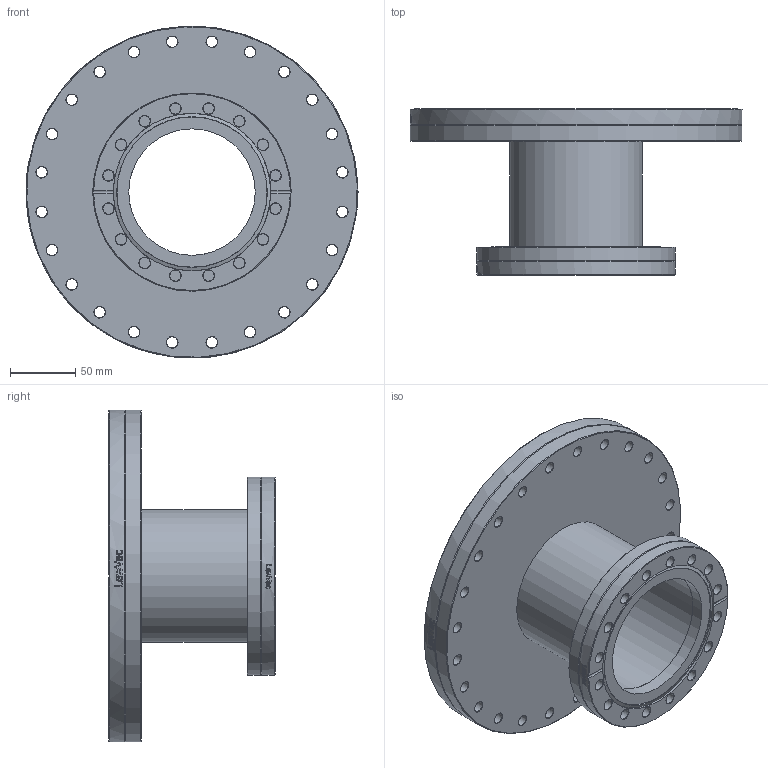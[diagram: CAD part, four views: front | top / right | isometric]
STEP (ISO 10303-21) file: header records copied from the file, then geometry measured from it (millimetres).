
FILE_DESCRIPTION(/* description */ (''),/* implementation_level */ '2;1');
FILE_NAME(/* name */ 'FL-SR200CF-100CF-A.stp',/* time_stamp */ '2018-01-25T15:41:15+00:00',/* author */ ('paul'),/* organization */ (''),/* preprocessor_version */ 'ST-DEVELOPER v16.13',/* originating_system */ 'Autodesk Inventor 2018',/* authorisation */ '');
FILE_SCHEMA (('AUTOMOTIVE_DESIGN { 1 0 10303 214 3 1 1 }'));
Length unit declared in the file: millimetre
Products named in the file (6): FL-SR200CF-100CF-A; FL-200CF; FL-100CFR-102; FL-100CF rotatable outer; FL-100CF rotatable inner bored for 101.6 OD tube; tube
Assembly tree (5 placements, depth 3):
  FL-SR200CF-100CF-A
    FL-200CF
    FL-100CFR-102
      FL-100CF rotatable outer
      FL-100CF rotatable inner bored for 101.6 OD tube
    tube
Bounding box: 254 x 127 x 253.88 mm (x, y, z)
Volume: 1245538.8 mm3; surface area: 257913.4 mm2
Topology: 4 solids, 4 shells, 347 faces, 915 edges, 593 vertices
Faces by surface type: bspline 106, cone 93, cylinder 73, plane 73, torus 2
Full cylindrical faces by diameter (mm): 8.4 x40, 96.8 x1, 97 x1, 101.6 x2, 101.9 x1, 110.8 x1, 120.4 x1, 120.6 x1, 151.6 x2, 222.2 x1, 254 x2
Entity records: 33259 total; most frequent: CARTESIAN_POINT 25545, ORIENTED_EDGE 1454, DIRECTION 1374, EDGE_CURVE 727, EDGE_LOOP 596, AXIS2_PLACEMENT_3D 572, VERTEX_POINT 549, FACE_OUTER_BOUND 347
